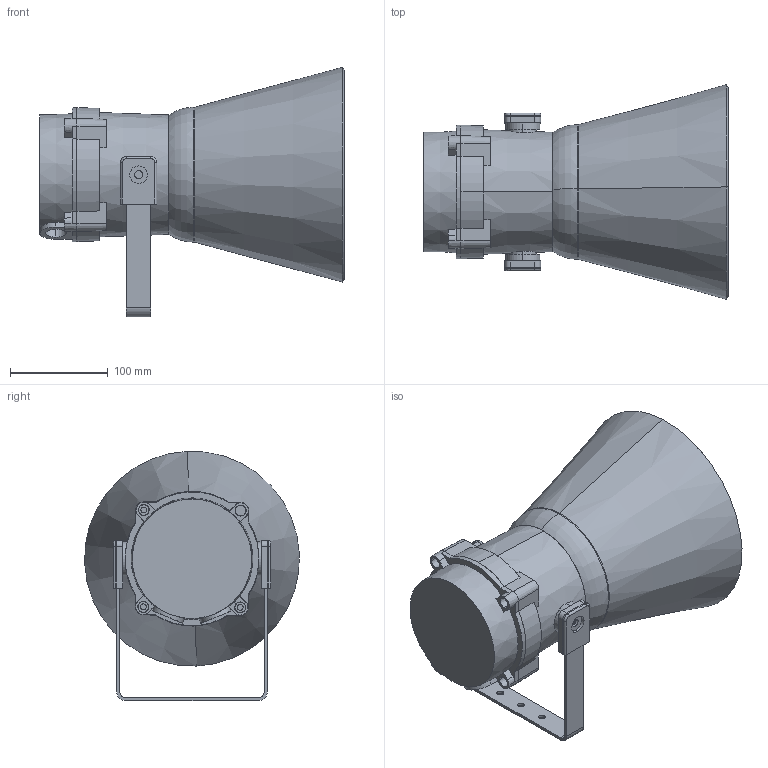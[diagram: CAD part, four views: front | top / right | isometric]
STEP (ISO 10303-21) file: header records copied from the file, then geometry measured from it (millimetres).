
FILE_DESCRIPTION (( 'STEP AP214' ), '1' );
FILE_NAME ('SK0114-3D_Issue_A.STEP', '2014-02-17T11:22:24', ( '' ), ( '' ), 'SwSTEP 2.0', 'SolidWorks 2014', '' );
FILE_SCHEMA (( 'AUTOMOTIVE_DESIGN' ));
Length unit declared in the file: millimetre
Products named in the file (15): Bex sounder main body; SK0114-3D_Issue_A; a; b; stirrup; S120 horn; D chamber cap
Assembly tree (8 placements, depth 2):
  Bex sounder main body
  SK0114-3D_Issue_A
    Bex sounder main body
    D chamber cap
    S120 horn
    stirrup
    b  x2
    a  x2
  b
  a
  a
Bounding box: 311 x 219.34 x 254.67 mm (x, y, z)
Volume: 4601209.2 mm3; surface area: 361251.9 mm2
Topology: 8 solids, 8 shells, 236 faces, 581 edges, 380 vertices
Faces by surface type: plane 111, cylinder 74, cone 45, torus 6
Entity records: 6889 total; most frequent: CARTESIAN_POINT 1620, DIRECTION 1074, ORIENTED_EDGE 984, EDGE_CURVE 492, AXIS2_PLACEMENT_3D 418, VERTEX_POINT 322, VECTOR 238, LINE 238
